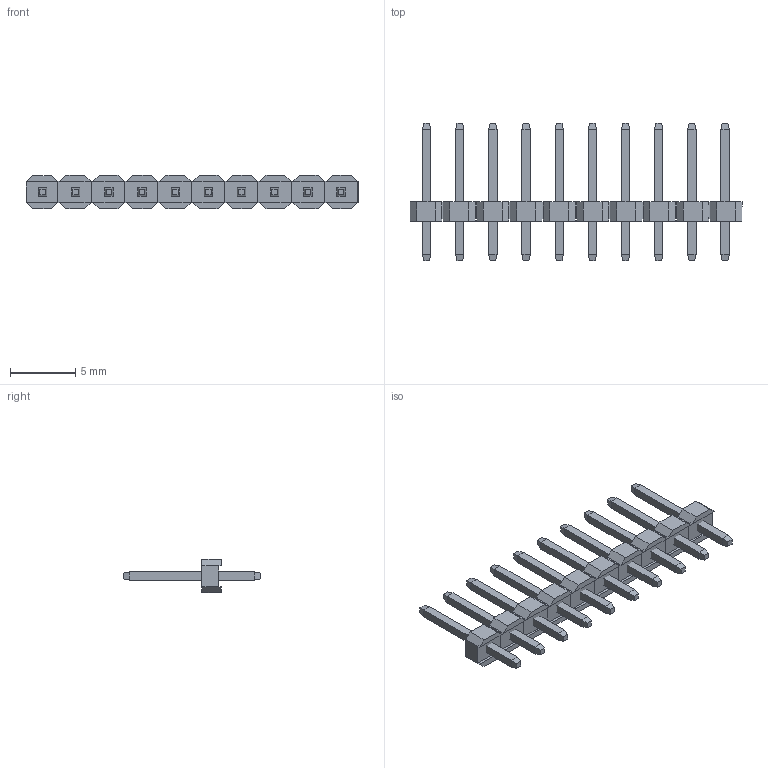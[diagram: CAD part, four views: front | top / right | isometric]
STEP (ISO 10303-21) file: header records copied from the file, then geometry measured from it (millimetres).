
FILE_DESCRIPTION (( 'STEP AP203' ), '1' );
FILE_NAME ('BG031-10-X-0600-0300-X-X_revB1.STEP', '2015-10-19T15:12:10', ( '' ), ( '' ), 'SwSTEP 2.0', 'SolidWorks 2010', '' );
FILE_SCHEMA (( 'CONFIG_CONTROL_DESIGN' ));
Length unit declared in the file: millimetre
Products named in the file (4): BG031-10-X-0600-0300-X-X_revB1; BG031-INS-A; BG031-PIN-10.50; BG031-INS-B
Assembly tree (20 placements, depth 2):
  BG031-10-X-0600-0300-X-X_revB1
    BG031-INS-B  x9
    BG031-PIN-10.50  x10
    BG031-INS-A
Bounding box: 25.43 x 10.5 x 2.54 mm (x, y, z)
Volume: 122.1 mm3; surface area: 525.7 mm2
Topology: 20 solids, 20 shells, 298 faces, 654 edges, 396 vertices
Faces by surface type: plane 298
Entity records: 2132 total; most frequent: DIRECTION 232, CARTESIAN_POINT 225, ORIENTED_EDGE 196, EDGE_CURVE 98, VECTOR 98, LINE 98, AXIS2_PLACEMENT_3D 67, VERTEX_POINT 60
